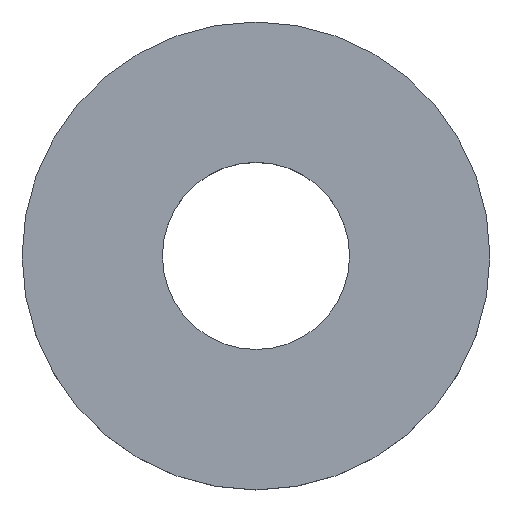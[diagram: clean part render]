
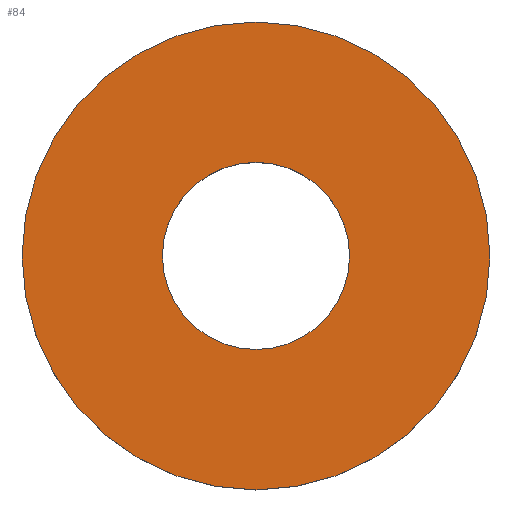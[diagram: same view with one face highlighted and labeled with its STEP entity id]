
A CAD part, top view. The second image highlights one B-rep face of the part: STEP entity #84.
In plain terms, the highlighted planar face has unit normal (0, 0, 1).
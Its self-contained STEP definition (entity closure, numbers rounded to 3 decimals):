
#14 = DIRECTION ( 'NONE',  ( 0., 0., 1. ) ) ;
#17 = EDGE_CURVE ( 'NONE', #126, #80, #96, .T. ) ;
#19 = AXIS2_PLACEMENT_3D ( 'NONE', #127, #14, #142 ) ;
#20 = FACE_BOUND ( 'NONE', #106, .T. ) ;
#26 = DIRECTION ( 'NONE',  ( 0., 0., 1. ) ) ;
#38 = EDGE_LOOP ( 'NONE', ( #122, #58 ) ) ;
#39 = CIRCLE ( 'NONE', #174, 1.6 ) ;
#49 = CIRCLE ( 'NONE', #19, 4. ) ;
#52 = VERTEX_POINT ( 'NONE', #120 ) ;
#55 = CIRCLE ( 'NONE', #102, 4. ) ;
#57 = DIRECTION ( 'NONE',  ( 1., 0., 0. ) ) ;
#58 = ORIENTED_EDGE ( 'NONE', *, *, #166, .T. ) ;
#59 = DIRECTION ( 'NONE',  ( 0., 0., 1. ) ) ;
#63 = CARTESIAN_POINT ( 'NONE',  ( 0., 0., 1. ) ) ;
#65 = CARTESIAN_POINT ( 'NONE',  ( 0., 0., 1. ) ) ;
#76 = VERTEX_POINT ( 'NONE', #150 ) ;
#80 = VERTEX_POINT ( 'NONE', #82 ) ;
#82 = CARTESIAN_POINT ( 'NONE',  ( -1.6, 0., 1. ) ) ;
#84 = ADVANCED_FACE ( 'NONE', ( #190, #20 ), #203, .T. ) ;
#96 = CIRCLE ( 'NONE', #192, 1.6 ) ;
#102 = AXIS2_PLACEMENT_3D ( 'NONE', #63, #231, #143 ) ;
#106 = EDGE_LOOP ( 'NONE', ( #176, #147 ) ) ;
#120 = CARTESIAN_POINT ( 'NONE',  ( -4., 0., 1. ) ) ;
#122 = ORIENTED_EDGE ( 'NONE', *, *, #139, .T. ) ;
#126 = VERTEX_POINT ( 'NONE', #180 ) ;
#127 = CARTESIAN_POINT ( 'NONE',  ( 0., 0., 1. ) ) ;
#139 = EDGE_CURVE ( 'NONE', #52, #76, #55, .T. ) ;
#142 = DIRECTION ( 'NONE',  ( 1., 0., 0. ) ) ;
#143 = DIRECTION ( 'NONE',  ( 1., 0., 0. ) ) ;
#146 = AXIS2_PLACEMENT_3D ( 'NONE', #155, #59, #242 ) ;
#147 = ORIENTED_EDGE ( 'NONE', *, *, #17, .F. ) ;
#150 = CARTESIAN_POINT ( 'NONE',  ( 4., 0., 1. ) ) ;
#155 = CARTESIAN_POINT ( 'NONE',  ( 0., 0., 1. ) ) ;
#157 = DIRECTION ( 'NONE',  ( 1., 0., 0. ) ) ;
#166 = EDGE_CURVE ( 'NONE', #76, #52, #49, .T. ) ;
#174 = AXIS2_PLACEMENT_3D ( 'NONE', #65, #209, #157 ) ;
#176 = ORIENTED_EDGE ( 'NONE', *, *, #214, .F. ) ;
#180 = CARTESIAN_POINT ( 'NONE',  ( 1.6, 0., 1. ) ) ;
#190 = FACE_OUTER_BOUND ( 'NONE', #38, .T. ) ;
#192 = AXIS2_PLACEMENT_3D ( 'NONE', #224, #26, #57 ) ;
#203 = PLANE ( 'NONE',  #146 ) ;
#209 = DIRECTION ( 'NONE',  ( 0., 0., 1. ) ) ;
#214 = EDGE_CURVE ( 'NONE', #80, #126, #39, .T. ) ;
#224 = CARTESIAN_POINT ( 'NONE',  ( 0., 0., 1. ) ) ;
#231 = DIRECTION ( 'NONE',  ( 0., 0., 1. ) ) ;
#242 = DIRECTION ( 'NONE',  ( 1., 0., 0. ) ) ;
